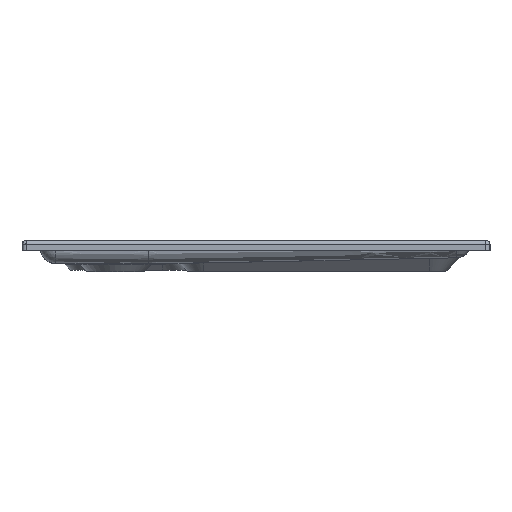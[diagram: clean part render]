
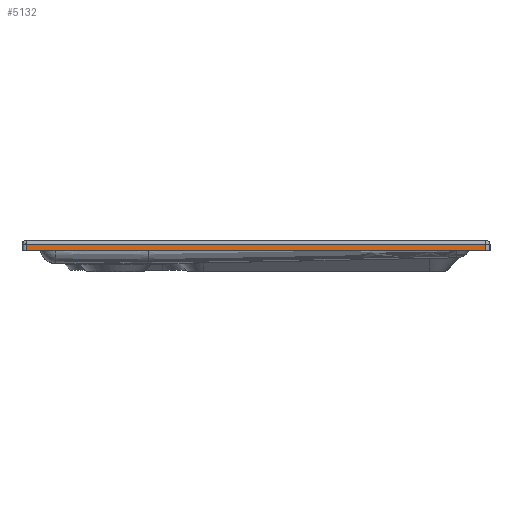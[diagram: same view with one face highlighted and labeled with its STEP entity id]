
A CAD part, left-side view. The second image highlights one B-rep face of the part: STEP entity #5132.
In plain terms, the highlighted face is planar.
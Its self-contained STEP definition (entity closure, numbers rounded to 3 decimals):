
#4984=CARTESIAN_POINT('',(-712.0,180.0,19.5));
#4985=VERTEX_POINT('',#4984);
#4993=CARTESIAN_POINT('',(172.0,180.0,19.5));
#4994=VERTEX_POINT('',#4993);
#4995=CARTESIAN_POINT('',(-712.0,180.0,19.5));
#4996=DIRECTION('',(1.0,0.0,0.0));
#4997=VECTOR('',#4996,884.0);
#4998=LINE('',#4995,#4997);
#4999=EDGE_CURVE('',#4985,#4994,#4998,.T.);
#5102=CARTESIAN_POINT('',(-720.0,180.0,0.0));
#5103=DIRECTION('',(0.0,-1.0,0.0));
#5104=DIRECTION('',(0.0,0.0,-1.0));
#5105=AXIS2_PLACEMENT_3D('',#5102,#5103,#5104);
#5106=PLANE('',#5105);
#5107=ORIENTED_EDGE('',*,*,#4999,.F.);
#5108=CARTESIAN_POINT('',(-712.0,180.0,31.5));
#5109=VERTEX_POINT('',#5108);
#5110=CARTESIAN_POINT('',(-712.0,180.0,19.5));
#5111=DIRECTION('',(0.0,0.0,1.0));
#5112=VECTOR('',#5111,12.0);
#5113=LINE('',#5110,#5112);
#5114=EDGE_CURVE('',#4985,#5109,#5113,.T.);
#5115=ORIENTED_EDGE('',*,*,#5114,.T.);
#5116=CARTESIAN_POINT('',(172.0,180.0,31.5));
#5117=VERTEX_POINT('',#5116);
#5118=CARTESIAN_POINT('',(-712.0,180.0,31.5));
#5119=DIRECTION('',(1.0,0.0,0.0));
#5120=VECTOR('',#5119,884.0);
#5121=LINE('',#5118,#5120);
#5122=EDGE_CURVE('',#5109,#5117,#5121,.T.);
#5123=ORIENTED_EDGE('',*,*,#5122,.T.);
#5124=CARTESIAN_POINT('',(172.0,180.0,19.5));
#5125=DIRECTION('',(0.0,0.0,1.0));
#5126=VECTOR('',#5125,12.0);
#5127=LINE('',#5124,#5126);
#5128=EDGE_CURVE('',#4994,#5117,#5127,.T.);
#5129=ORIENTED_EDGE('',*,*,#5128,.F.);
#5130=EDGE_LOOP('',(#5107,#5115,#5123,#5129));
#5131=FACE_OUTER_BOUND('',#5130,.T.);
#5132=ADVANCED_FACE('',(#5131),#5106,.F.);
